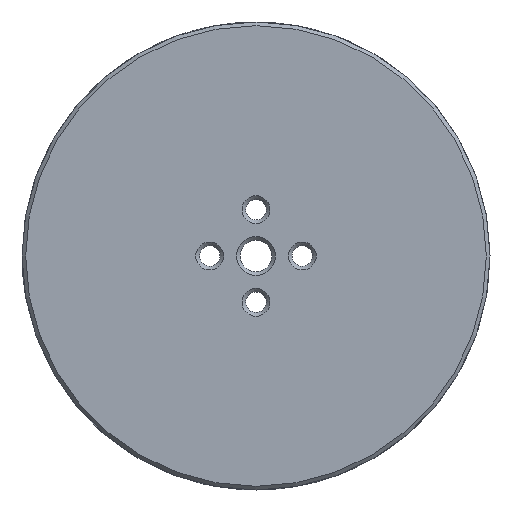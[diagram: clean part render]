
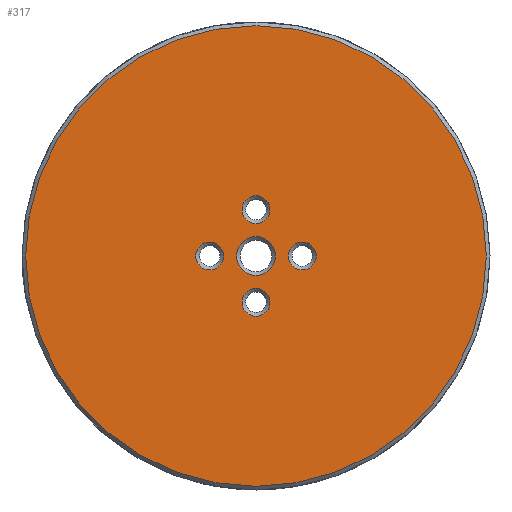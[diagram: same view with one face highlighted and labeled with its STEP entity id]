
A CAD part, left-side view. The second image highlights one B-rep face of the part: STEP entity #317.
In plain terms, the highlighted planar face has unit normal (-1, 0, 0).
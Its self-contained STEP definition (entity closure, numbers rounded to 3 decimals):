
#94 = CONICAL_SURFACE('',#95,1.1,0.785);
#95 = AXIS2_PLACEMENT_3D('',#96,#97,#98);
#96 = CARTESIAN_POINT('',(0.4,0.,-5.));
#97 = DIRECTION('',(-1.,0.,0.));
#98 = DIRECTION('',(0.,1.,0.));
#110 = VERTEX_POINT('',#111);
#111 = CARTESIAN_POINT('',(0.,1.5,-5.));
#132 = EDGE_CURVE('',#110,#110,#133,.T.);
#133 = SURFACE_CURVE('',#134,(#139,#146),.PCURVE_S1.);
#134 = CIRCLE('',#135,1.5);
#135 = AXIS2_PLACEMENT_3D('',#136,#137,#138);
#136 = CARTESIAN_POINT('',(0.,0.,-5.));
#137 = DIRECTION('',(1.,0.,0.));
#138 = DIRECTION('',(0.,1.,0.));
#139 = PCURVE('',#94,#140);
#140 = DEFINITIONAL_REPRESENTATION('',(#141),#145);
#141 = LINE('',#142,#143);
#142 = CARTESIAN_POINT('',(-0.,0.4));
#143 = VECTOR('',#144,1.);
#144 = DIRECTION('',(-1.,0.));
#145 = ( GEOMETRIC_REPRESENTATION_CONTEXT(2) 
PARAMETRIC_REPRESENTATION_CONTEXT() REPRESENTATION_CONTEXT('2D SPACE',''
  ) );
#146 = PCURVE('',#147,#152);
#147 = PLANE('',#148);
#148 = AXIS2_PLACEMENT_3D('',#149,#150,#151);
#149 = CARTESIAN_POINT('',(0.,0.,0.));
#150 = DIRECTION('',(1.,0.,0.));
#151 = DIRECTION('',(0.,1.,0.));
#152 = DEFINITIONAL_REPRESENTATION('',(#153),#157);
#153 = CIRCLE('',#154,1.5);
#154 = AXIS2_PLACEMENT_2D('',#155,#156);
#155 = CARTESIAN_POINT('',(0.,-5.));
#156 = DIRECTION('',(1.,-0.));
#157 = ( GEOMETRIC_REPRESENTATION_CONTEXT(2) 
PARAMETRIC_REPRESENTATION_CONTEXT() REPRESENTATION_CONTEXT('2D SPACE',''
  ) );
#317 = ADVANCED_FACE('',(#318,#349,#380,#411,#442,#445),#147,.F.);
#318 = FACE_BOUND('',#319,.T.);
#319 = EDGE_LOOP('',(#320));
#320 = ORIENTED_EDGE('',*,*,#321,.F.);
#321 = EDGE_CURVE('',#322,#322,#324,.T.);
#322 = VERTEX_POINT('',#323);
#323 = CARTESIAN_POINT('',(0.,24.85,0.));
#324 = SURFACE_CURVE('',#325,(#330,#337),.PCURVE_S1.);
#325 = CIRCLE('',#326,24.85);
#326 = AXIS2_PLACEMENT_3D('',#327,#328,#329);
#327 = CARTESIAN_POINT('',(0.,0.,0.));
#328 = DIRECTION('',(1.,0.,0.));
#329 = DIRECTION('',(0.,1.,0.));
#330 = PCURVE('',#147,#331);
#331 = DEFINITIONAL_REPRESENTATION('',(#332),#336);
#332 = CIRCLE('',#333,24.85);
#333 = AXIS2_PLACEMENT_2D('',#334,#335);
#334 = CARTESIAN_POINT('',(0.,0.));
#335 = DIRECTION('',(1.,-0.));
#336 = ( GEOMETRIC_REPRESENTATION_CONTEXT(2) 
PARAMETRIC_REPRESENTATION_CONTEXT() REPRESENTATION_CONTEXT('2D SPACE',''
  ) );
#337 = PCURVE('',#338,#343);
#338 = CONICAL_SURFACE('',#339,25.25,0.785);
#339 = AXIS2_PLACEMENT_3D('',#340,#341,#342);
#340 = CARTESIAN_POINT('',(0.4,0.,0.));
#341 = DIRECTION('',(1.,0.,0.));
#342 = DIRECTION('',(0.,1.,0.));
#343 = DEFINITIONAL_REPRESENTATION('',(#344),#348);
#344 = LINE('',#345,#346);
#345 = CARTESIAN_POINT('',(0.,-0.4));
#346 = VECTOR('',#347,1.);
#347 = DIRECTION('',(1.,0.));
#348 = ( GEOMETRIC_REPRESENTATION_CONTEXT(2) 
PARAMETRIC_REPRESENTATION_CONTEXT() REPRESENTATION_CONTEXT('2D SPACE',''
  ) );
#349 = FACE_BOUND('',#350,.T.);
#350 = EDGE_LOOP('',(#351));
#351 = ORIENTED_EDGE('',*,*,#352,.T.);
#352 = EDGE_CURVE('',#353,#353,#355,.T.);
#353 = VERTEX_POINT('',#354);
#354 = CARTESIAN_POINT('',(0.,-3.5,0.));
#355 = SURFACE_CURVE('',#356,(#361,#368),.PCURVE_S1.);
#356 = CIRCLE('',#357,1.5);
#357 = AXIS2_PLACEMENT_3D('',#358,#359,#360);
#358 = CARTESIAN_POINT('',(0.,-5.,0.));
#359 = DIRECTION('',(1.,0.,0.));
#360 = DIRECTION('',(0.,1.,0.));
#361 = PCURVE('',#147,#362);
#362 = DEFINITIONAL_REPRESENTATION('',(#363),#367);
#363 = CIRCLE('',#364,1.5);
#364 = AXIS2_PLACEMENT_2D('',#365,#366);
#365 = CARTESIAN_POINT('',(-5.,0.));
#366 = DIRECTION('',(1.,-0.));
#367 = ( GEOMETRIC_REPRESENTATION_CONTEXT(2) 
PARAMETRIC_REPRESENTATION_CONTEXT() REPRESENTATION_CONTEXT('2D SPACE',''
  ) );
#368 = PCURVE('',#369,#374);
#369 = CONICAL_SURFACE('',#370,1.1,0.785);
#370 = AXIS2_PLACEMENT_3D('',#371,#372,#373);
#371 = CARTESIAN_POINT('',(0.4,-5.,0.));
#372 = DIRECTION('',(-1.,0.,0.));
#373 = DIRECTION('',(0.,1.,0.));
#374 = DEFINITIONAL_REPRESENTATION('',(#375),#379);
#375 = LINE('',#376,#377);
#376 = CARTESIAN_POINT('',(-0.,0.4));
#377 = VECTOR('',#378,1.);
#378 = DIRECTION('',(-1.,0.));
#379 = ( GEOMETRIC_REPRESENTATION_CONTEXT(2) 
PARAMETRIC_REPRESENTATION_CONTEXT() REPRESENTATION_CONTEXT('2D SPACE',''
  ) );
#380 = FACE_BOUND('',#381,.T.);
#381 = EDGE_LOOP('',(#382));
#382 = ORIENTED_EDGE('',*,*,#383,.T.);
#383 = EDGE_CURVE('',#384,#384,#386,.T.);
#384 = VERTEX_POINT('',#385);
#385 = CARTESIAN_POINT('',(0.,6.5,0.));
#386 = SURFACE_CURVE('',#387,(#392,#399),.PCURVE_S1.);
#387 = CIRCLE('',#388,1.5);
#388 = AXIS2_PLACEMENT_3D('',#389,#390,#391);
#389 = CARTESIAN_POINT('',(0.,5.,0.));
#390 = DIRECTION('',(1.,0.,0.));
#391 = DIRECTION('',(0.,1.,0.));
#392 = PCURVE('',#147,#393);
#393 = DEFINITIONAL_REPRESENTATION('',(#394),#398);
#394 = CIRCLE('',#395,1.5);
#395 = AXIS2_PLACEMENT_2D('',#396,#397);
#396 = CARTESIAN_POINT('',(5.,0.));
#397 = DIRECTION('',(1.,-0.));
#398 = ( GEOMETRIC_REPRESENTATION_CONTEXT(2) 
PARAMETRIC_REPRESENTATION_CONTEXT() REPRESENTATION_CONTEXT('2D SPACE',''
  ) );
#399 = PCURVE('',#400,#405);
#400 = CONICAL_SURFACE('',#401,1.1,0.785);
#401 = AXIS2_PLACEMENT_3D('',#402,#403,#404);
#402 = CARTESIAN_POINT('',(0.4,5.,0.));
#403 = DIRECTION('',(-1.,0.,0.));
#404 = DIRECTION('',(0.,1.,0.));
#405 = DEFINITIONAL_REPRESENTATION('',(#406),#410);
#406 = LINE('',#407,#408);
#407 = CARTESIAN_POINT('',(-0.,0.4));
#408 = VECTOR('',#409,1.);
#409 = DIRECTION('',(-1.,0.));
#410 = ( GEOMETRIC_REPRESENTATION_CONTEXT(2) 
PARAMETRIC_REPRESENTATION_CONTEXT() REPRESENTATION_CONTEXT('2D SPACE',''
  ) );
#411 = FACE_BOUND('',#412,.T.);
#412 = EDGE_LOOP('',(#413));
#413 = ORIENTED_EDGE('',*,*,#414,.T.);
#414 = EDGE_CURVE('',#415,#415,#417,.T.);
#415 = VERTEX_POINT('',#416);
#416 = CARTESIAN_POINT('',(0.,2.1,0.));
#417 = SURFACE_CURVE('',#418,(#423,#430),.PCURVE_S1.);
#418 = CIRCLE('',#419,2.1);
#419 = AXIS2_PLACEMENT_3D('',#420,#421,#422);
#420 = CARTESIAN_POINT('',(0.,0.,0.));
#421 = DIRECTION('',(1.,0.,0.));
#422 = DIRECTION('',(0.,1.,0.));
#423 = PCURVE('',#147,#424);
#424 = DEFINITIONAL_REPRESENTATION('',(#425),#429);
#425 = CIRCLE('',#426,2.1);
#426 = AXIS2_PLACEMENT_2D('',#427,#428);
#427 = CARTESIAN_POINT('',(0.,0.));
#428 = DIRECTION('',(1.,-0.));
#429 = ( GEOMETRIC_REPRESENTATION_CONTEXT(2) 
PARAMETRIC_REPRESENTATION_CONTEXT() REPRESENTATION_CONTEXT('2D SPACE',''
  ) );
#430 = PCURVE('',#431,#436);
#431 = CONICAL_SURFACE('',#432,1.7,0.785);
#432 = AXIS2_PLACEMENT_3D('',#433,#434,#435);
#433 = CARTESIAN_POINT('',(0.4,0.,0.));
#434 = DIRECTION('',(-1.,0.,0.));
#435 = DIRECTION('',(0.,1.,0.));
#436 = DEFINITIONAL_REPRESENTATION('',(#437),#441);
#437 = LINE('',#438,#439);
#438 = CARTESIAN_POINT('',(-0.,0.4));
#439 = VECTOR('',#440,1.);
#440 = DIRECTION('',(-1.,0.));
#441 = ( GEOMETRIC_REPRESENTATION_CONTEXT(2) 
PARAMETRIC_REPRESENTATION_CONTEXT() REPRESENTATION_CONTEXT('2D SPACE',''
  ) );
#442 = FACE_BOUND('',#443,.T.);
#443 = EDGE_LOOP('',(#444));
#444 = ORIENTED_EDGE('',*,*,#132,.T.);
#445 = FACE_BOUND('',#446,.T.);
#446 = EDGE_LOOP('',(#447));
#447 = ORIENTED_EDGE('',*,*,#448,.T.);
#448 = EDGE_CURVE('',#449,#449,#451,.T.);
#449 = VERTEX_POINT('',#450);
#450 = CARTESIAN_POINT('',(0.,1.5,5.));
#451 = SURFACE_CURVE('',#452,(#457,#464),.PCURVE_S1.);
#452 = CIRCLE('',#453,1.5);
#453 = AXIS2_PLACEMENT_3D('',#454,#455,#456);
#454 = CARTESIAN_POINT('',(0.,0.,5.));
#455 = DIRECTION('',(1.,0.,0.));
#456 = DIRECTION('',(0.,1.,0.));
#457 = PCURVE('',#147,#458);
#458 = DEFINITIONAL_REPRESENTATION('',(#459),#463);
#459 = CIRCLE('',#460,1.5);
#460 = AXIS2_PLACEMENT_2D('',#461,#462);
#461 = CARTESIAN_POINT('',(0.,5.));
#462 = DIRECTION('',(1.,-0.));
#463 = ( GEOMETRIC_REPRESENTATION_CONTEXT(2) 
PARAMETRIC_REPRESENTATION_CONTEXT() REPRESENTATION_CONTEXT('2D SPACE',''
  ) );
#464 = PCURVE('',#465,#470);
#465 = CONICAL_SURFACE('',#466,1.1,0.785);
#466 = AXIS2_PLACEMENT_3D('',#467,#468,#469);
#467 = CARTESIAN_POINT('',(0.4,0.,5.));
#468 = DIRECTION('',(-1.,0.,0.));
#469 = DIRECTION('',(0.,1.,0.));
#470 = DEFINITIONAL_REPRESENTATION('',(#471),#475);
#471 = LINE('',#472,#473);
#472 = CARTESIAN_POINT('',(-0.,0.4));
#473 = VECTOR('',#474,1.);
#474 = DIRECTION('',(-1.,0.));
#475 = ( GEOMETRIC_REPRESENTATION_CONTEXT(2) 
PARAMETRIC_REPRESENTATION_CONTEXT() REPRESENTATION_CONTEXT('2D SPACE',''
  ) );
